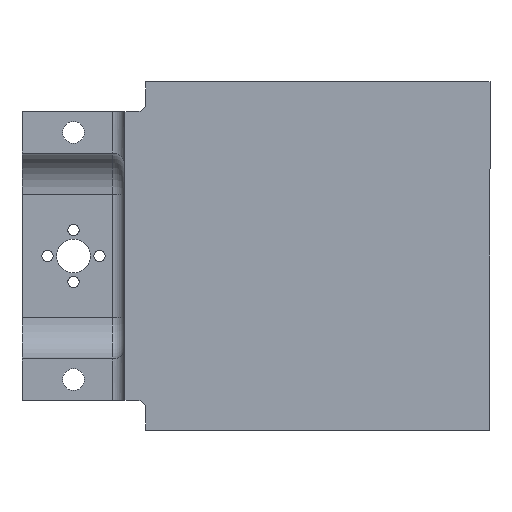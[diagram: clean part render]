
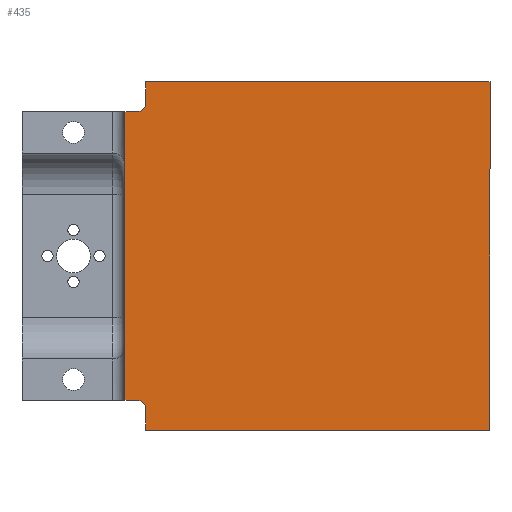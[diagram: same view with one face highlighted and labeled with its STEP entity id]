
A CAD part, front view. The second image highlights one B-rep face of the part: STEP entity #435.
In plain terms, the highlighted planar face has unit normal (0, -1, 0).
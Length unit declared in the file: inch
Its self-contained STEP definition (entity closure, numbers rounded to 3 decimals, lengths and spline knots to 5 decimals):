
#22 = CARTESIAN_POINT ( 'NONE',  ( 4.18, 0., 2.115 ) ) ;
#23 = CARTESIAN_POINT ( 'NONE',  ( -0.1, 0., -1.75 ) ) ;
#28 = LINE ( 'NONE', #22, #1293 ) ;
#30 = DIRECTION ( 'NONE',  ( 0., 0., 1. ) ) ;
#45 = CARTESIAN_POINT ( 'NONE',  ( 4.18, 0., -2.115 ) ) ;
#63 = ORIENTED_EDGE ( 'NONE', *, *, #698, .F. ) ;
#68 = DIRECTION ( 'NONE',  ( 0., 0., 1. ) ) ;
#92 = LINE ( 'NONE', #1007, #1045 ) ;
#107 = DIRECTION ( 'NONE',  ( 1., 0., 0. ) ) ;
#146 = VERTEX_POINT ( 'NONE', #23 ) ;
#168 = ORIENTED_EDGE ( 'NONE', *, *, #645, .T. ) ;
#203 = CARTESIAN_POINT ( 'NONE',  ( 0., 0., 0. ) ) ;
#209 = VERTEX_POINT ( 'NONE', #527 ) ;
#249 = EDGE_CURVE ( 'NONE', #1516, #540, #92, .T. ) ;
#297 = AXIS2_PLACEMENT_3D ( 'NONE', #1339, #848, #635 ) ;
#316 = FACE_OUTER_BOUND ( 'NONE', #386, .T. ) ;
#330 = ORIENTED_EDGE ( 'NONE', *, *, #1361, .F. ) ;
#371 = VECTOR ( 'NONE', #30, 39.37008 ) ;
#377 = DIRECTION ( 'NONE',  ( -1., 0., 0. ) ) ;
#386 = EDGE_LOOP ( 'NONE', ( #1135, #63, #168, #781, #1071, #858, #1419, #1238, #1368, #330 ) ) ;
#424 = DIRECTION ( 'NONE',  ( 1., 0., 0. ) ) ;
#435 = ADVANCED_FACE ( 'NONE', ( #316 ), #443, .T. ) ;
#443 = PLANE ( 'NONE',  #1072 ) ;
#460 = CARTESIAN_POINT ( 'NONE',  ( 0., 0., -2.115 ) ) ;
#479 = LINE ( 'NONE', #1445, #1092 ) ;
#481 = CARTESIAN_POINT ( 'NONE',  ( 0., 0., -1.85 ) ) ;
#505 = EDGE_CURVE ( 'NONE', #1474, #1104, #1353, .T. ) ;
#514 = CARTESIAN_POINT ( 'NONE',  ( 0., 0., 2.115 ) ) ;
#527 = CARTESIAN_POINT ( 'NONE',  ( 4.18, 0., 2.115 ) ) ;
#540 = VERTEX_POINT ( 'NONE', #481 ) ;
#561 = CARTESIAN_POINT ( 'NONE',  ( 0., 0., 1.85 ) ) ;
#601 = AXIS2_PLACEMENT_3D ( 'NONE', #712, #1527, #1534 ) ;
#608 = VERTEX_POINT ( 'NONE', #1440 ) ;
#635 = DIRECTION ( 'NONE',  ( 0., 0., -1. ) ) ;
#645 = EDGE_CURVE ( 'NONE', #146, #540, #1468, .T. ) ;
#651 = CARTESIAN_POINT ( 'NONE',  ( 0., 0., 1.75 ) ) ;
#664 = EDGE_CURVE ( 'NONE', #1474, #608, #1330, .T. ) ;
#698 = EDGE_CURVE ( 'NONE', #146, #758, #1077, .T. ) ;
#712 = CARTESIAN_POINT ( 'NONE',  ( -0.1, 0., 1.85 ) ) ;
#718 = EDGE_CURVE ( 'NONE', #608, #209, #756, .T. ) ;
#748 = DIRECTION ( 'NONE',  ( 0., 0., -1. ) ) ;
#756 = LINE ( 'NONE', #514, #776 ) ;
#758 = VERTEX_POINT ( 'NONE', #1121 ) ;
#776 = VECTOR ( 'NONE', #424, 39.37008 ) ;
#781 = ORIENTED_EDGE ( 'NONE', *, *, #249, .F. ) ;
#816 = LINE ( 'NONE', #460, #1417 ) ;
#838 = DIRECTION ( 'NONE',  ( 0., 0., -1. ) ) ;
#848 = DIRECTION ( 'NONE',  ( 0., 1., 0. ) ) ;
#858 = ORIENTED_EDGE ( 'NONE', *, *, #1140, .F. ) ;
#923 = DIRECTION ( 'NONE',  ( 0., -1., 0. ) ) ;
#936 = DIRECTION ( 'NONE',  ( -1., 0., 0. ) ) ;
#977 = CARTESIAN_POINT ( 'NONE',  ( 0., 0., -1.75 ) ) ;
#988 = EDGE_CURVE ( 'NONE', #1264, #758, #479, .T. ) ;
#1007 = CARTESIAN_POINT ( 'NONE',  ( 0., 0., 2.115 ) ) ;
#1045 = VECTOR ( 'NONE', #68, 39.37008 ) ;
#1071 = ORIENTED_EDGE ( 'NONE', *, *, #1444, .F. ) ;
#1072 = AXIS2_PLACEMENT_3D ( 'NONE', #203, #923, #1147 ) ;
#1077 = LINE ( 'NONE', #977, #1244 ) ;
#1083 = CARTESIAN_POINT ( 'NONE',  ( -0.25, 0., 1.75 ) ) ;
#1085 = CARTESIAN_POINT ( 'NONE',  ( 0., 0., 2.115 ) ) ;
#1092 = VECTOR ( 'NONE', #838, 39.37008 ) ;
#1104 = VERTEX_POINT ( 'NONE', #1386 ) ;
#1121 = CARTESIAN_POINT ( 'NONE',  ( -0.25, 0., -1.75 ) ) ;
#1130 = VECTOR ( 'NONE', #107, 39.37008 ) ;
#1135 = ORIENTED_EDGE ( 'NONE', *, *, #988, .T. ) ;
#1140 = EDGE_CURVE ( 'NONE', #209, #1159, #28, .T. ) ;
#1147 = DIRECTION ( 'NONE',  ( 0., 0., -1. ) ) ;
#1159 = VERTEX_POINT ( 'NONE', #45 ) ;
#1238 = ORIENTED_EDGE ( 'NONE', *, *, #664, .F. ) ;
#1241 = LINE ( 'NONE', #651, #1130 ) ;
#1244 = VECTOR ( 'NONE', #377, 39.37008 ) ;
#1264 = VERTEX_POINT ( 'NONE', #1083 ) ;
#1293 = VECTOR ( 'NONE', #748, 39.37008 ) ;
#1330 = LINE ( 'NONE', #1085, #371 ) ;
#1339 = CARTESIAN_POINT ( 'NONE',  ( -0.1, 0., -1.85 ) ) ;
#1353 = CIRCLE ( 'NONE', #601, 0.1 ) ;
#1361 = EDGE_CURVE ( 'NONE', #1264, #1104, #1241, .T. ) ;
#1368 = ORIENTED_EDGE ( 'NONE', *, *, #505, .T. ) ;
#1386 = CARTESIAN_POINT ( 'NONE',  ( -0.1, 0., 1.75 ) ) ;
#1394 = CARTESIAN_POINT ( 'NONE',  ( 0., 0., -2.115 ) ) ;
#1417 = VECTOR ( 'NONE', #936, 39.37008 ) ;
#1419 = ORIENTED_EDGE ( 'NONE', *, *, #718, .F. ) ;
#1440 = CARTESIAN_POINT ( 'NONE',  ( 0., 0., 2.115 ) ) ;
#1444 = EDGE_CURVE ( 'NONE', #1159, #1516, #816, .T. ) ;
#1445 = CARTESIAN_POINT ( 'NONE',  ( -0.25, 0., 1.25 ) ) ;
#1468 = CIRCLE ( 'NONE', #297, 0.1 ) ;
#1474 = VERTEX_POINT ( 'NONE', #561 ) ;
#1516 = VERTEX_POINT ( 'NONE', #1394 ) ;
#1527 = DIRECTION ( 'NONE',  ( 0., 1., 0. ) ) ;
#1534 = DIRECTION ( 'NONE',  ( 0., 0., -1. ) ) ;
